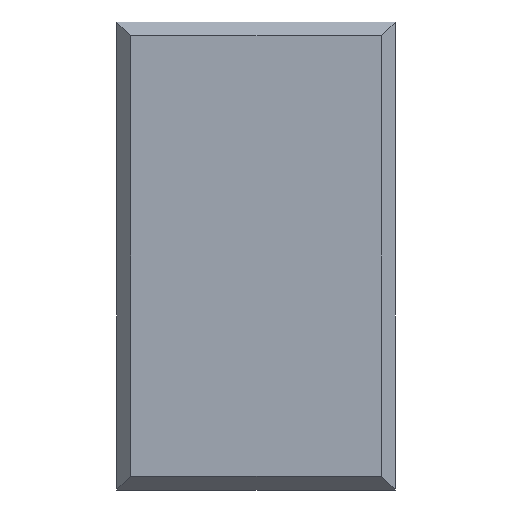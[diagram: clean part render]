
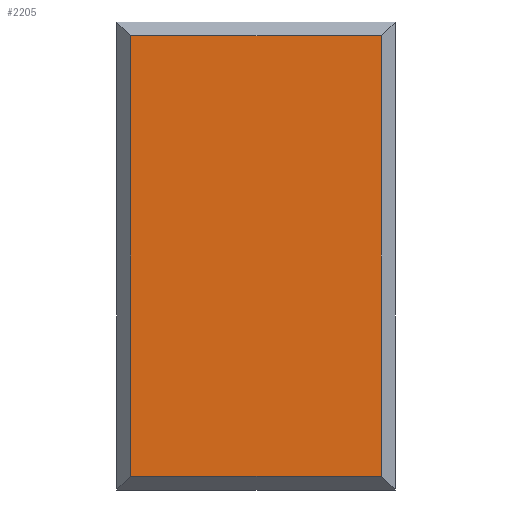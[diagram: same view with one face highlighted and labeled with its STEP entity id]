
A CAD part, front view. The second image highlights one B-rep face of the part: STEP entity #2205.
In plain terms, the highlighted planar face has unit normal (0, -1, 0).
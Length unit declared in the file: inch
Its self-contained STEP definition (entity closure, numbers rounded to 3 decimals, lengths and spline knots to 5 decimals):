
#53=PLANE('',#2483);
#211=FACE_OUTER_BOUND('',#345,.T.);
#345=EDGE_LOOP('',(#1943,#1944,#1945,#1946));
#533=LINE('',#3812,#729);
#537=LINE('',#3819,#733);
#539=LINE('',#3823,#735);
#543=LINE('',#3829,#739);
#729=VECTOR('',#3159,0.3937);
#733=VECTOR('',#3165,0.3937);
#735=VECTOR('',#3169,0.3937);
#739=VECTOR('',#3175,0.3937);
#1052=VERTEX_POINT('',#3810);
#1053=VERTEX_POINT('',#3811);
#1055=VERTEX_POINT('',#3818);
#1056=VERTEX_POINT('',#3822);
#1361=EDGE_CURVE('',#1052,#1053,#533,.T.);
#1365=EDGE_CURVE('',#1053,#1055,#537,.T.);
#1367=EDGE_CURVE('',#1055,#1056,#539,.T.);
#1371=EDGE_CURVE('',#1056,#1052,#543,.T.);
#1943=ORIENTED_EDGE('',*,*,#1361,.F.);
#1944=ORIENTED_EDGE('',*,*,#1371,.F.);
#1945=ORIENTED_EDGE('',*,*,#1367,.F.);
#1946=ORIENTED_EDGE('',*,*,#1365,.F.);
#2205=ADVANCED_FACE('',(#211),#53,.T.);
#2483=AXIS2_PLACEMENT_3D('',#3836,#3183,#3184);
#3159=DIRECTION('',(-1.,0.,0.));
#3165=DIRECTION('',(0.,0.,1.));
#3169=DIRECTION('',(1.,0.,0.));
#3175=DIRECTION('',(0.,0.,-1.));
#3183=DIRECTION('center_axis',(0.,-1.,0.));
#3184=DIRECTION('ref_axis',(0.,0.,-1.));
#3810=CARTESIAN_POINT('',(1.40625,-0.125,-2.46875));
#3811=CARTESIAN_POINT('',(-1.40625,-0.125,-2.46875));
#3812=CARTESIAN_POINT('',(0.78125,-0.125,-2.46875));
#3818=CARTESIAN_POINT('',(-1.40625,-0.125,2.46875));
#3819=CARTESIAN_POINT('',(-1.40625,-0.125,-1.3125));
#3822=CARTESIAN_POINT('',(1.40625,-0.125,2.46875));
#3823=CARTESIAN_POINT('',(-0.78125,-0.125,2.46875));
#3829=CARTESIAN_POINT('',(1.40625,-0.125,1.3125));
#3836=CARTESIAN_POINT('Origin',(0.,-0.125,0.));
